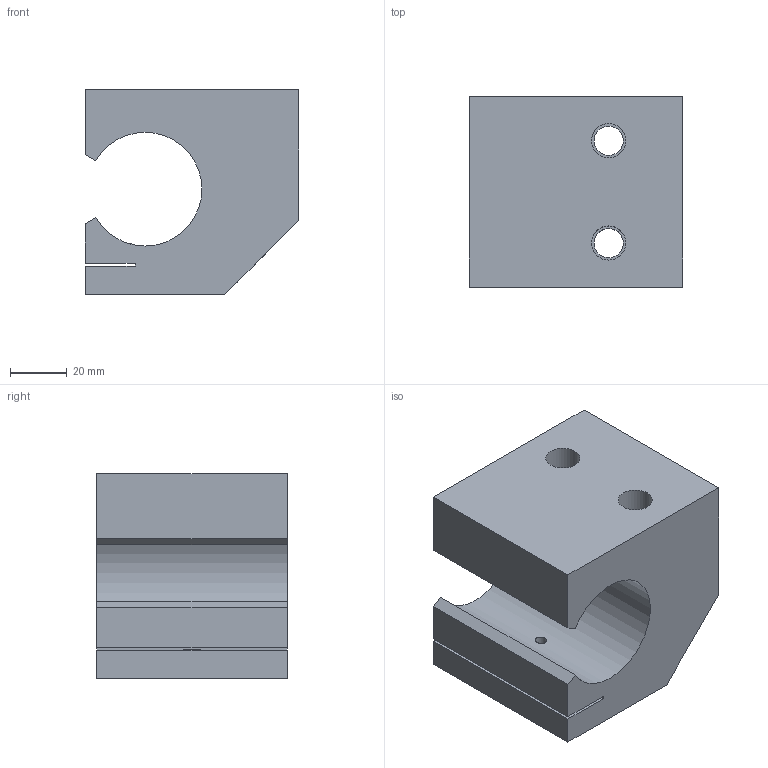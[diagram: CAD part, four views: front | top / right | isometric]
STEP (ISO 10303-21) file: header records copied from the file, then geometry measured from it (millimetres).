
FILE_DESCRIPTION( ( 'STEP AP214' ), '1' );
FILE_NAME( 'SGSE-25.stp', '2010-08-02T13:12:07', ( ' ' ), ( ' ' ), 'XStep 1.0', ' ', ' ' );
FILE_SCHEMA( ( 'CONFIG_CONTROL_DESIGN) ( )' ) );
Length unit declared in the file: metre
Products named in the file (1): 1
Bounding box: 75 x 67 x 72 mm (x, y, z)
Volume: 230064.6 mm3; surface area: 40008.4 mm2
Topology: 1 solids, 1 shells, 28 faces, 76 edges, 51 vertices
Faces by surface type: plane 19, cylinder 9
Full cylindrical faces by diameter (mm): 4 x1, 8 x1, 10.3 x2, 12 x2, 18 x2
Entity records: 1119 total; most frequent: CARTESIAN_POINT 193, DIRECTION 141, ORIENTED_EDGE 128, EDGE_CURVE 64, AXIS2_PLACEMENT_3D 49, VERTEX_POINT 47, EDGE_LOOP 45, LINE 43
